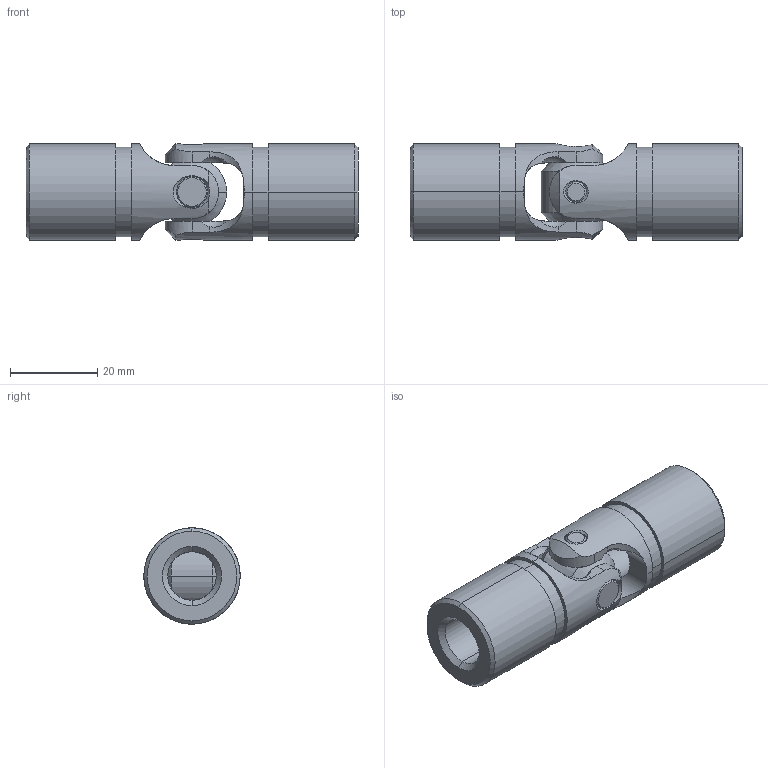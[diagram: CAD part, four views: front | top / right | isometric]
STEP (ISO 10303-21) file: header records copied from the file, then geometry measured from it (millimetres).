
FILE_DESCRIPTION (( 'STEP AP214' ), '1' );
FILE_NAME ('UJ-SS875x438.STEP', '2015-11-13T22:14:05', ( 'rick' ), ( 'Hewlett-Packard Company' ), 'SwSTEP 2.0', 'SolidWorks 2015', '' );
FILE_SCHEMA (( 'AUTOMOTIVE_DESIGN' ));
Length unit declared in the file: inch
Products named in the file (7): SSY875_SSY875SHx438; Retaining Ring_SS875-6A; SS-5A STAINLESS LARGE PIN_SS875-5A; SS-3A STAINLESS SMALL PIN_SS875-3A; SS-2A STAINLESS BLOCK_SS875-2A; SSY875_SSY875LHx438; UJ-SS875x438
Assembly tree (6 placements, depth 2):
  UJ-SS875x438
    SSY875_SSY875LHx438
    SS-2A STAINLESS BLOCK_SS875-2A
    SS-3A STAINLESS SMALL PIN_SS875-3A
    SS-5A STAINLESS LARGE PIN_SS875-5A
    Retaining Ring_SS875-6A
    SSY875_SSY875SHx438
Bounding box: 76.2 x 22.1 x 22.1 mm (x, y, z)
Volume: 20180.8 mm3; surface area: 10816.2 mm2
Topology: 6 solids, 6 shells, 166 faces, 411 edges, 258 vertices
Faces by surface type: cylinder 63, cone 42, plane 41, torus 12, sphere 8
Entity records: 6455 total; most frequent: CARTESIAN_POINT 2162, DIRECTION 849, ORIENTED_EDGE 822, EDGE_CURVE 411, AXIS2_PLACEMENT_3D 355, VERTEX_POINT 258, EDGE_LOOP 187, CIRCLE 180
